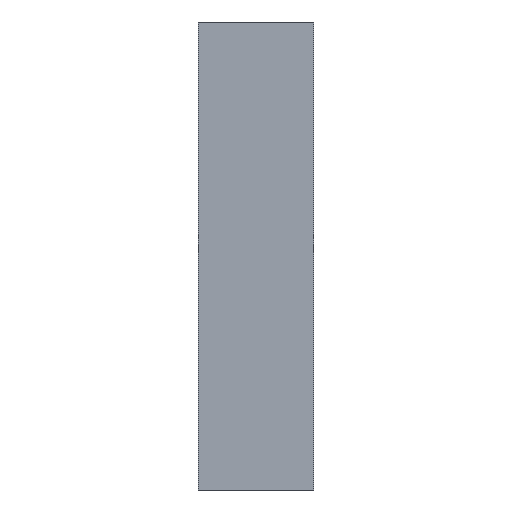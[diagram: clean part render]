
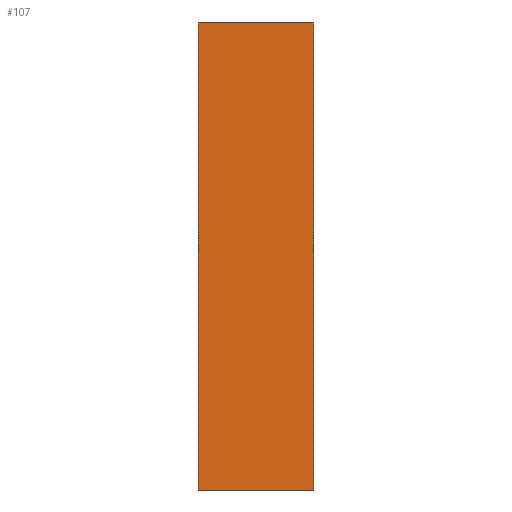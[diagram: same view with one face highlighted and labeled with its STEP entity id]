
A CAD part, left-side view. The second image highlights one B-rep face of the part: STEP entity #107.
In plain terms, the highlighted planar face has unit normal (-1, 0, 0).
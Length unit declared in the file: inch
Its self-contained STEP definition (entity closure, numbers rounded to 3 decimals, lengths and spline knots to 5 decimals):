
#8 = CARTESIAN_POINT ( 'NONE',  ( 0., 2.4738, -10. ) ) ;
#12 = EDGE_CURVE ( 'NONE', #269, #121, #41, .T. ) ;
#15 = VERTEX_POINT ( 'NONE', #77 ) ;
#23 = CARTESIAN_POINT ( 'NONE',  ( 0., 0., -10. ) ) ;
#31 = CARTESIAN_POINT ( 'NONE',  ( 0., 0., 0. ) ) ;
#41 = LINE ( 'NONE', #251, #162 ) ;
#64 = CARTESIAN_POINT ( 'NONE',  ( 0., 2.4738, -10. ) ) ;
#73 = VECTOR ( 'NONE', #210, 39.37008 ) ;
#77 = CARTESIAN_POINT ( 'NONE',  ( 0., 2.4738, 0. ) ) ;
#83 = VERTEX_POINT ( 'NONE', #64 ) ;
#99 = EDGE_CURVE ( 'NONE', #15, #121, #183, .T. ) ;
#107 = ADVANCED_FACE ( 'NONE', ( #173 ), #167, .T. ) ;
#121 = VERTEX_POINT ( 'NONE', #31 ) ;
#124 = DIRECTION ( 'NONE',  ( 0., -1., 0. ) ) ;
#126 = CARTESIAN_POINT ( 'NONE',  ( 0., 2.4738, -10. ) ) ;
#137 = ORIENTED_EDGE ( 'NONE', *, *, #99, .F. ) ;
#140 = EDGE_CURVE ( 'NONE', #83, #269, #232, .T. ) ;
#141 = CARTESIAN_POINT ( 'NONE',  ( 0., 2.4738, -10. ) ) ;
#143 = EDGE_LOOP ( 'NONE', ( #137, #253, #184, #277 ) ) ;
#146 = DIRECTION ( 'NONE',  ( -1., 0., 0. ) ) ;
#150 = DIRECTION ( 'NONE',  ( 0., -1., 0. ) ) ;
#162 = VECTOR ( 'NONE', #202, 39.37008 ) ;
#167 = PLANE ( 'NONE',  #272 ) ;
#168 = DIRECTION ( 'NONE',  ( 0., -1., 0. ) ) ;
#173 = FACE_OUTER_BOUND ( 'NONE', #143, .T. ) ;
#179 = CARTESIAN_POINT ( 'NONE',  ( 0., 2.4738, 0. ) ) ;
#182 = LINE ( 'NONE', #126, #73 ) ;
#183 = LINE ( 'NONE', #179, #273 ) ;
#184 = ORIENTED_EDGE ( 'NONE', *, *, #140, .T. ) ;
#202 = DIRECTION ( 'NONE',  ( 0., 0., 1. ) ) ;
#210 = DIRECTION ( 'NONE',  ( 0., 0., 1. ) ) ;
#232 = LINE ( 'NONE', #8, #233 ) ;
#233 = VECTOR ( 'NONE', #168, 39.37008 ) ;
#251 = CARTESIAN_POINT ( 'NONE',  ( 0., 0., -10. ) ) ;
#253 = ORIENTED_EDGE ( 'NONE', *, *, #262, .F. ) ;
#262 = EDGE_CURVE ( 'NONE', #83, #15, #182, .T. ) ;
#269 = VERTEX_POINT ( 'NONE', #23 ) ;
#272 = AXIS2_PLACEMENT_3D ( 'NONE', #141, #146, #124 ) ;
#273 = VECTOR ( 'NONE', #150, 39.37008 ) ;
#277 = ORIENTED_EDGE ( 'NONE', *, *, #12, .T. ) ;
